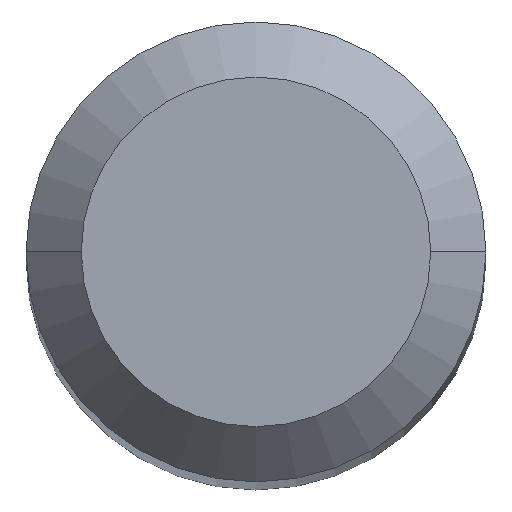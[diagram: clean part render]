
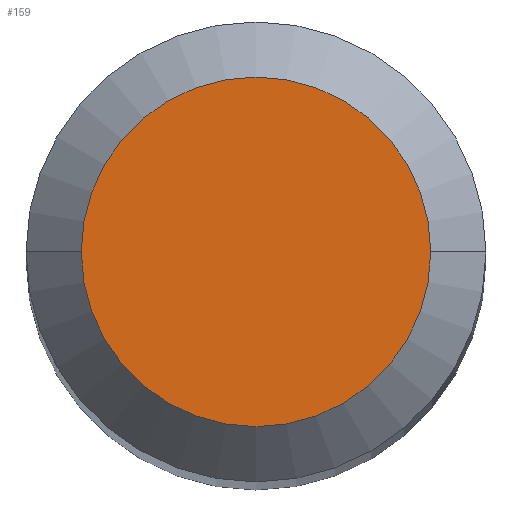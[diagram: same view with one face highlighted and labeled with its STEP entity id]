
A CAD part, top view. The second image highlights one B-rep face of the part: STEP entity #159.
In plain terms, the highlighted planar face has unit normal (0, 0, 1).
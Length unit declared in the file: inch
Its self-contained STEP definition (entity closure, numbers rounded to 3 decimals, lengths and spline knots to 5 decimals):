
#16 = ORIENTED_EDGE ( 'NONE', *, *, #460, .T. ) ;
#31 = EDGE_LOOP ( 'NONE', ( #16, #143 ) ) ;
#39 = CARTESIAN_POINT ( 'NONE',  ( 0., 0.0475, 0. ) ) ;
#74 = PLANE ( 'NONE',  #362 ) ;
#88 = CARTESIAN_POINT ( 'NONE',  ( 0., 0., 0. ) ) ;
#130 = DIRECTION ( 'NONE',  ( 0., 0., 1. ) ) ;
#143 = ORIENTED_EDGE ( 'NONE', *, *, #217, .T. ) ;
#159 = ADVANCED_FACE ( 'NONE', ( #404 ), #74, .F. ) ;
#168 = AXIS2_PLACEMENT_3D ( 'NONE', #88, #130, #281 ) ;
#217 = EDGE_CURVE ( 'NONE', #384, #431, #445, .T. ) ;
#226 = AXIS2_PLACEMENT_3D ( 'NONE', #403, #296, #332 ) ;
#228 = DIRECTION ( 'NONE',  ( -1., 0., 0. ) ) ;
#230 = DIRECTION ( 'NONE',  ( 0., 0., -1. ) ) ;
#281 = DIRECTION ( 'NONE',  ( 1., 0., 0. ) ) ;
#296 = DIRECTION ( 'NONE',  ( 0., 0., 1. ) ) ;
#332 = DIRECTION ( 'NONE',  ( 1., 0., 0. ) ) ;
#362 = AXIS2_PLACEMENT_3D ( 'NONE', #39, #230, #228 ) ;
#379 = CARTESIAN_POINT ( 'NONE',  ( 0.0475, 0., 0. ) ) ;
#384 = VERTEX_POINT ( 'NONE', #379 ) ;
#392 = CIRCLE ( 'NONE', #168, 0.0475 ) ;
#403 = CARTESIAN_POINT ( 'NONE',  ( 0., 0., 0. ) ) ;
#404 = FACE_OUTER_BOUND ( 'NONE', #31, .T. ) ;
#431 = VERTEX_POINT ( 'NONE', #449 ) ;
#445 = CIRCLE ( 'NONE', #226, 0.0475 ) ;
#449 = CARTESIAN_POINT ( 'NONE',  ( -0.0475, 0., 0. ) ) ;
#460 = EDGE_CURVE ( 'NONE', #431, #384, #392, .T. ) ;
